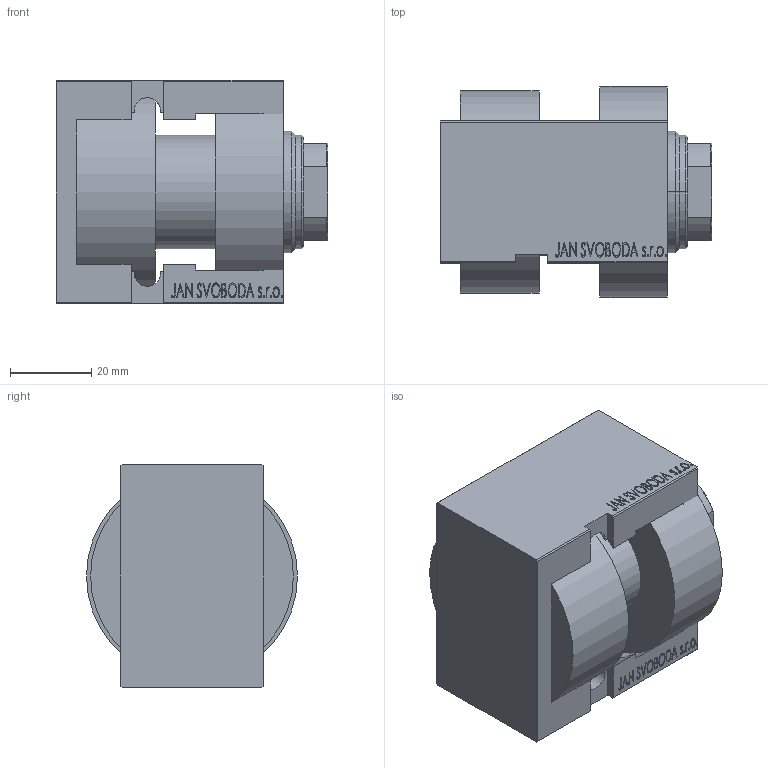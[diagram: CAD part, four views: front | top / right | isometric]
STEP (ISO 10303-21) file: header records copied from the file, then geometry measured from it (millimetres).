
FILE_DESCRIPTION (( 'STEP AP203' ), '1' );
FILE_NAME ('9a09.STEP', '2021-11-02T04:46:36', ( '' ), ( '' ), 'SwSTEP 2.0', 'SolidWorks 2019', '' );
FILE_SCHEMA (( 'CONFIG_CONTROL_DESIGN' ));
Length unit declared in the file: millimetre
Products named in the file (4): V450CM_E 4843a88f27de509b4426cbd93b7a856f; V450CM_VC_B 4843a88f27de509b4426cbd93b7a856f; V450CM_E_VCP 4843a88f27de509b4426cbd93b7a856f; 9a09
Assembly tree (3 placements, depth 2):
  9a09
    V450CM_E 4843a88f27de509b4426cbd93b7a856f
    V450CM_E_VCP 4843a88f27de509b4426cbd93b7a856f
    V450CM_VC_B 4843a88f27de509b4426cbd93b7a856f
Bounding box: 67 x 52 x 55 mm (x, y, z)
Volume: 116443.9 mm3; surface area: 34074 mm2
Topology: 3 solids, 3 shells, 839 faces, 2183 edges, 1449 vertices
Faces by surface type: plane 412, bspline 380, cylinder 35, cone 12
Entity records: 42895 total; most frequent: CARTESIAN_POINT 24462, ORIENTED_EDGE 4362, DIRECTION 2421, EDGE_CURVE 2181, VERTEX_POINT 1449, VECTOR 1321, LINE 1321, EDGE_LOOP 942
